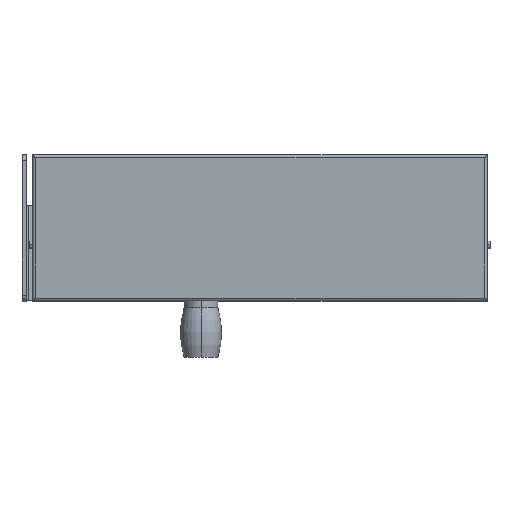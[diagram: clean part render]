
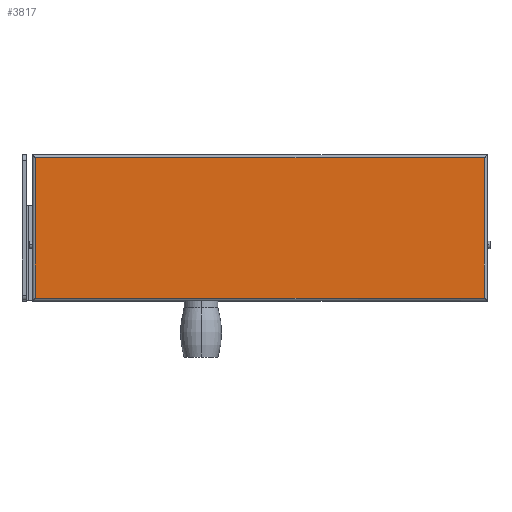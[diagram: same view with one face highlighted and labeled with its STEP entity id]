
A CAD part, top view. The second image highlights one B-rep face of the part: STEP entity #3817.
In plain terms, the highlighted planar face has unit normal (0, 0, 1).
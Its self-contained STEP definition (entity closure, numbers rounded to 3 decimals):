
#40 = LINE ( 'NONE', #696, #6702 ) ;
#131 = LINE ( 'NONE', #1741, #5154 ) ;
#187 = EDGE_CURVE ( 'NONE', #8018, #7369, #3175, .T. ) ;
#696 = CARTESIAN_POINT ( 'NONE',  ( 0., 25., 16. ) ) ;
#908 = CARTESIAN_POINT ( 'NONE',  ( 101., -25., 16. ) ) ;
#1275 = DIRECTION ( 'NONE',  ( 1., 0., 0. ) ) ;
#1464 = VERTEX_POINT ( 'NONE', #3397 ) ;
#1741 = CARTESIAN_POINT ( 'NONE',  ( -59., 0., 16. ) ) ;
#1808 = ORIENTED_EDGE ( 'NONE', *, *, #3410, .T. ) ;
#1942 = DIRECTION ( 'NONE',  ( 0., 0., 1. ) ) ;
#2234 = DIRECTION ( 'NONE',  ( 1., 0., 0. ) ) ;
#2450 = ORIENTED_EDGE ( 'NONE', *, *, #4042, .T. ) ;
#2647 = CARTESIAN_POINT ( 'NONE',  ( 101., 25., 16. ) ) ;
#2714 = ORIENTED_EDGE ( 'NONE', *, *, #187, .T. ) ;
#2932 = CARTESIAN_POINT ( 'NONE',  ( 0., -25., 16. ) ) ;
#3175 = LINE ( 'NONE', #5133, #4791 ) ;
#3247 = ORIENTED_EDGE ( 'NONE', *, *, #3841, .T. ) ;
#3397 = CARTESIAN_POINT ( 'NONE',  ( -59., 25., 16. ) ) ;
#3410 = EDGE_CURVE ( 'NONE', #1464, #6976, #131, .T. ) ;
#3661 = CARTESIAN_POINT ( 'NONE',  ( -59., -25., 16. ) ) ;
#3726 = VECTOR ( 'NONE', #2234, 1000. ) ;
#3817 = ADVANCED_FACE ( 'NONE', ( #7193 ), #4711, .T. ) ;
#3841 = EDGE_CURVE ( 'NONE', #7369, #1464, #40, .T. ) ;
#4042 = EDGE_CURVE ( 'NONE', #6976, #8018, #4550, .T. ) ;
#4550 = LINE ( 'NONE', #2932, #3726 ) ;
#4711 = PLANE ( 'NONE',  #4893 ) ;
#4791 = VECTOR ( 'NONE', #5742, 1000. ) ;
#4893 = AXIS2_PLACEMENT_3D ( 'NONE', #7961, #1942, #1275 ) ;
#5133 = CARTESIAN_POINT ( 'NONE',  ( 101., 0., 16. ) ) ;
#5154 = VECTOR ( 'NONE', #5626, 1000. ) ;
#5626 = DIRECTION ( 'NONE',  ( 0., -1., 0. ) ) ;
#5742 = DIRECTION ( 'NONE',  ( 0., 1., 0. ) ) ;
#6702 = VECTOR ( 'NONE', #7770, 1000. ) ;
#6976 = VERTEX_POINT ( 'NONE', #3661 ) ;
#7193 = FACE_OUTER_BOUND ( 'NONE', #7870, .T. ) ;
#7369 = VERTEX_POINT ( 'NONE', #2647 ) ;
#7770 = DIRECTION ( 'NONE',  ( -1., 0., 0. ) ) ;
#7870 = EDGE_LOOP ( 'NONE', ( #1808, #2450, #2714, #3247 ) ) ;
#7961 = CARTESIAN_POINT ( 'NONE',  ( 0., 0., 16. ) ) ;
#8018 = VERTEX_POINT ( 'NONE', #908 ) ;
